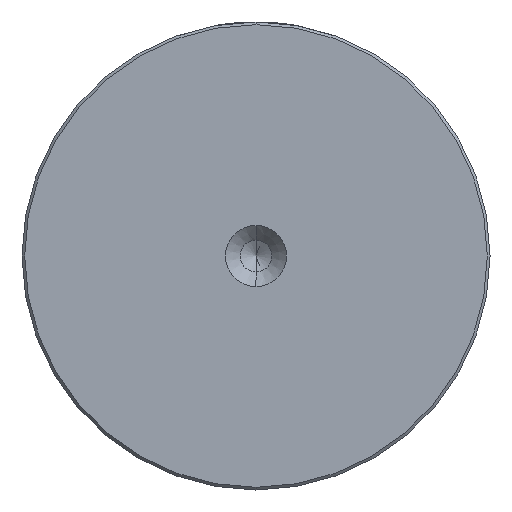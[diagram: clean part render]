
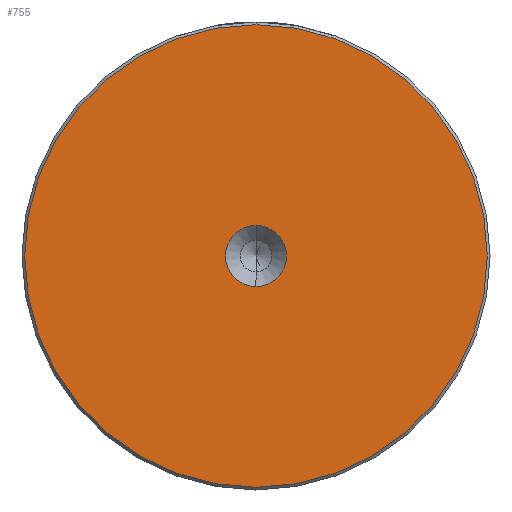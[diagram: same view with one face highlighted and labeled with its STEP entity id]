
A CAD part, left-side view. The second image highlights one B-rep face of the part: STEP entity #755.
In plain terms, the highlighted planar face has unit normal (-1, 0, 0).
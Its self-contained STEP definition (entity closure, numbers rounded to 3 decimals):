
#24 = DIRECTION ( 'NONE',  ( -1., 0., 0. ) ) ;
#193 = VERTEX_POINT ( 'NONE', #1196 ) ;
#270 = CIRCLE ( 'NONE', #1171, 5.6 ) ;
#287 = DIRECTION ( 'NONE',  ( -1., 0., 0. ) ) ;
#502 = CIRCLE ( 'NONE', #1031, 5.6 ) ;
#519 = DIRECTION ( 'NONE',  ( -1., 0., 0. ) ) ;
#610 = CIRCLE ( 'NONE', #2407, 42.5 ) ;
#618 = ORIENTED_EDGE ( 'NONE', *, *, #654, .T. ) ;
#654 = EDGE_CURVE ( 'NONE', #193, #1193, #610, .T. ) ;
#755 = ADVANCED_FACE ( 'NONE', ( #1429, #2488 ), #1842, .T. ) ;
#933 = VERTEX_POINT ( 'NONE', #974 ) ;
#950 = ORIENTED_EDGE ( 'NONE', *, *, #1727, .F. ) ;
#974 = CARTESIAN_POINT ( 'NONE',  ( 0., 0., 5.6 ) ) ;
#1031 = AXIS2_PLACEMENT_3D ( 'NONE', #1519, #287, #1729 ) ;
#1043 = CARTESIAN_POINT ( 'NONE',  ( 0., 0., -5.6 ) ) ;
#1112 = AXIS2_PLACEMENT_3D ( 'NONE', #1275, #24, #1480 ) ;
#1136 = CIRCLE ( 'NONE', #1112, 42.5 ) ;
#1171 = AXIS2_PLACEMENT_3D ( 'NONE', #1739, #519, #1948 ) ;
#1193 = VERTEX_POINT ( 'NONE', #2656 ) ;
#1194 = DIRECTION ( 'NONE',  ( 0., 0., 1. ) ) ;
#1196 = CARTESIAN_POINT ( 'NONE',  ( 0., 0., 42.5 ) ) ;
#1275 = CARTESIAN_POINT ( 'NONE',  ( 0., 0., 0. ) ) ;
#1368 = VERTEX_POINT ( 'NONE', #1043 ) ;
#1429 = FACE_OUTER_BOUND ( 'NONE', #2281, .T. ) ;
#1479 = DIRECTION ( 'NONE',  ( 0., 0., 1. ) ) ;
#1480 = DIRECTION ( 'NONE',  ( 0., 0., 1. ) ) ;
#1519 = CARTESIAN_POINT ( 'NONE',  ( 0., 0., 0. ) ) ;
#1583 = EDGE_LOOP ( 'NONE', ( #950, #2411 ) ) ;
#1607 = DIRECTION ( 'NONE',  ( -1., 0., 0. ) ) ;
#1640 = AXIS2_PLACEMENT_3D ( 'NONE', #2228, #1607, #1194 ) ;
#1661 = DIRECTION ( 'NONE',  ( -1., 0., 0. ) ) ;
#1666 = CARTESIAN_POINT ( 'NONE',  ( 0., 0., 0. ) ) ;
#1727 = EDGE_CURVE ( 'NONE', #933, #1368, #502, .T. ) ;
#1729 = DIRECTION ( 'NONE',  ( 0., 0., 1. ) ) ;
#1730 = ORIENTED_EDGE ( 'NONE', *, *, #1955, .T. ) ;
#1739 = CARTESIAN_POINT ( 'NONE',  ( 0., 0., 0. ) ) ;
#1842 = PLANE ( 'NONE',  #1640 ) ;
#1948 = DIRECTION ( 'NONE',  ( 0., 0., 1. ) ) ;
#1955 = EDGE_CURVE ( 'NONE', #1193, #193, #1136, .T. ) ;
#2228 = CARTESIAN_POINT ( 'NONE',  ( 0., 0., 0. ) ) ;
#2281 = EDGE_LOOP ( 'NONE', ( #1730, #618 ) ) ;
#2407 = AXIS2_PLACEMENT_3D ( 'NONE', #1666, #1661, #1479 ) ;
#2411 = ORIENTED_EDGE ( 'NONE', *, *, #2700, .F. ) ;
#2488 = FACE_BOUND ( 'NONE', #1583, .T. ) ;
#2656 = CARTESIAN_POINT ( 'NONE',  ( 0., 0., -42.5 ) ) ;
#2700 = EDGE_CURVE ( 'NONE', #1368, #933, #270, .T. ) ;
